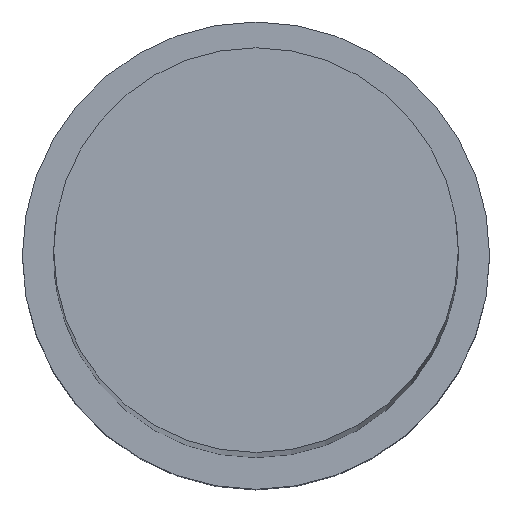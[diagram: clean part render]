
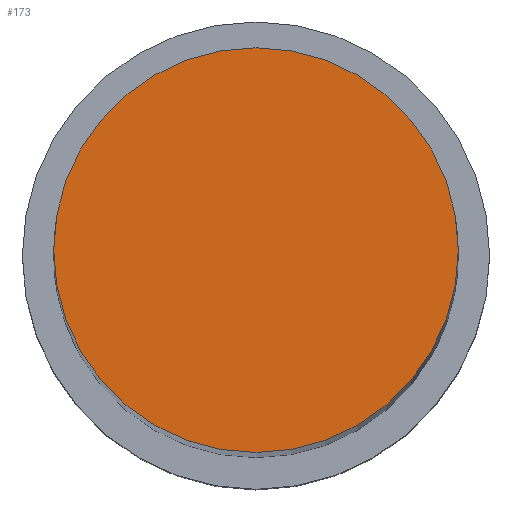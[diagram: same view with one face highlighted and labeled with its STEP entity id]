
A CAD part, top view. The second image highlights one B-rep face of the part: STEP entity #173.
In plain terms, the highlighted planar face has unit normal (0, 0, 1).
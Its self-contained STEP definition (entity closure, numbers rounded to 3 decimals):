
#23 = DIRECTION ( 'NONE',  ( 0., 0., 1. ) ) ;
#36 = FACE_OUTER_BOUND ( 'NONE', #144, .T. ) ;
#71 = DIRECTION ( 'NONE',  ( 1., 0., 0. ) ) ;
#133 = CARTESIAN_POINT ( 'NONE',  ( 0., 0., 0. ) ) ;
#134 = EDGE_CURVE ( 'NONE', #418, #191, #622, .T. ) ;
#144 = EDGE_LOOP ( 'NONE', ( #271, #674 ) ) ;
#150 = EDGE_CURVE ( 'NONE', #191, #418, #488, .T. ) ;
#155 = CARTESIAN_POINT ( 'NONE',  ( 9.525, 0., 0. ) ) ;
#173 = ADVANCED_FACE ( 'NONE', ( #36 ), #431, .F. ) ;
#191 = VERTEX_POINT ( 'NONE', #155 ) ;
#218 = DIRECTION ( 'NONE',  ( 0., 0., -1. ) ) ;
#271 = ORIENTED_EDGE ( 'NONE', *, *, #150, .T. ) ;
#297 = AXIS2_PLACEMENT_3D ( 'NONE', #490, #23, #672 ) ;
#418 = VERTEX_POINT ( 'NONE', #456 ) ;
#431 = PLANE ( 'NONE',  #493 ) ;
#436 = CARTESIAN_POINT ( 'NONE',  ( 0., 0., 0. ) ) ;
#456 = CARTESIAN_POINT ( 'NONE',  ( -9.525, 0., 0. ) ) ;
#475 = DIRECTION ( 'NONE',  ( 0., 0., 1. ) ) ;
#488 = CIRCLE ( 'NONE', #297, 9.525 ) ;
#490 = CARTESIAN_POINT ( 'NONE',  ( 0., 0., 0. ) ) ;
#493 = AXIS2_PLACEMENT_3D ( 'NONE', #436, #218, #565 ) ;
#565 = DIRECTION ( 'NONE',  ( -1., 0., 0. ) ) ;
#622 = CIRCLE ( 'NONE', #663, 9.525 ) ;
#663 = AXIS2_PLACEMENT_3D ( 'NONE', #133, #475, #71 ) ;
#672 = DIRECTION ( 'NONE',  ( 1., 0., 0. ) ) ;
#674 = ORIENTED_EDGE ( 'NONE', *, *, #134, .T. ) ;
